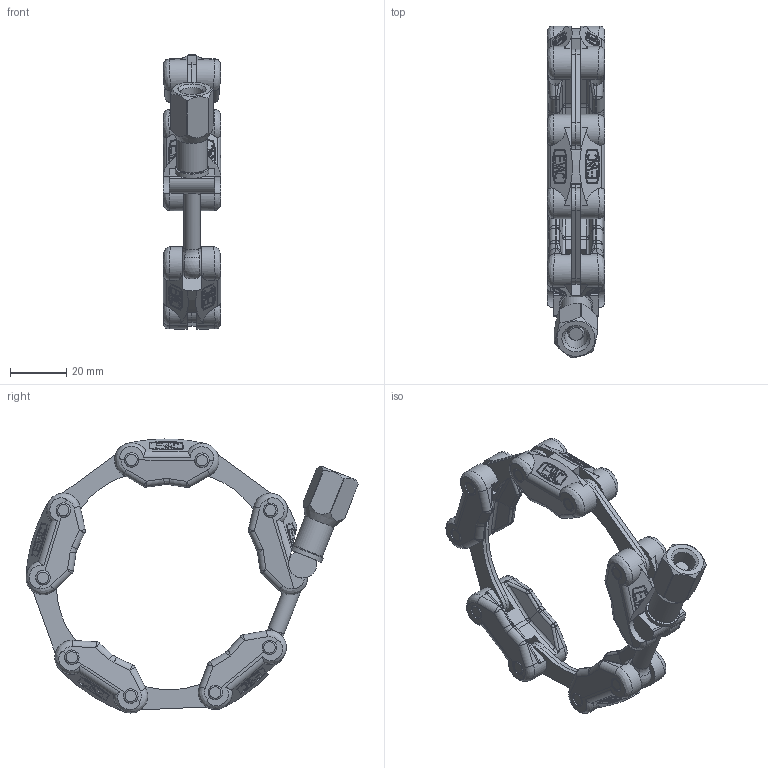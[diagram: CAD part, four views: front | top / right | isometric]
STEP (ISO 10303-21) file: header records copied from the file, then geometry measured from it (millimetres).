
FILE_DESCRIPTION(/* description */ (''),/* implementation_level */ '2;1');
FILE_NAME(/* name */ '30.050005.151.450',/* time_stamp */ '2019-06-20T10:48:24+02:00',/* author */ ('Murat Coskun Bicak'),/* organization */ ('Evac AG'),/* preprocessor_version */ 'ST-DEVELOPER v16.7',/* originating_system */ 'DEX',/* authorisation */ $);
FILE_SCHEMA (('AUTOMOTIVE_DESIGN {1 0 10303 214 3 1 1}'));
Length unit declared in the file: millimetre
Products named in the file (10): 30.050005.151.450; 03.236.201-IX; 03.236.202-IX; 03.236.203-IX; 03.030.030-IX; 03.020.008-IXMY; 00.1506.00-IXMY; 03.034.007-IXMY; 03.036.004-IX; 03.037.004-IX
Assembly tree (26 placements, depth 2):
  30.050005.151.450
    03.236.201-IX  x3
    03.236.202-IX
    03.236.203-IX
    03.030.030-IX  x8
    03.020.008-IXMY  x9
    00.1506.00-IXMY
    03.034.007-IXMY
    03.036.004-IX
    03.037.004-IX
Bounding box: 20.3 x 117.64 x 97.11 mm (x, y, z)
Volume: 42838.7 mm3; surface area: 30273.9 mm2
Topology: 26 solids, 26 shells, 1230 faces, 3166 edges, 2006 vertices
Faces by surface type: plane 706, cylinder 302, bspline 192, torus 21, cone 8, sphere 1
Full cylindrical faces by diameter (mm): 4.917 x1, 5 x26, 5.1 x6, 5.2 x12, 6 x1, 6.2 x1, 6.4 x1, 8 x1, 11 x1, 12 x1
Entity records: 22744 total; most frequent: CARTESIAN_POINT 5978, ORIENTED_EDGE 3496, DIRECTION 3303, EDGE_CURVE 1748, VERTEX_POINT 1129, LINE 1117, VECTOR 1117, AXIS2_PLACEMENT_3D 1093
